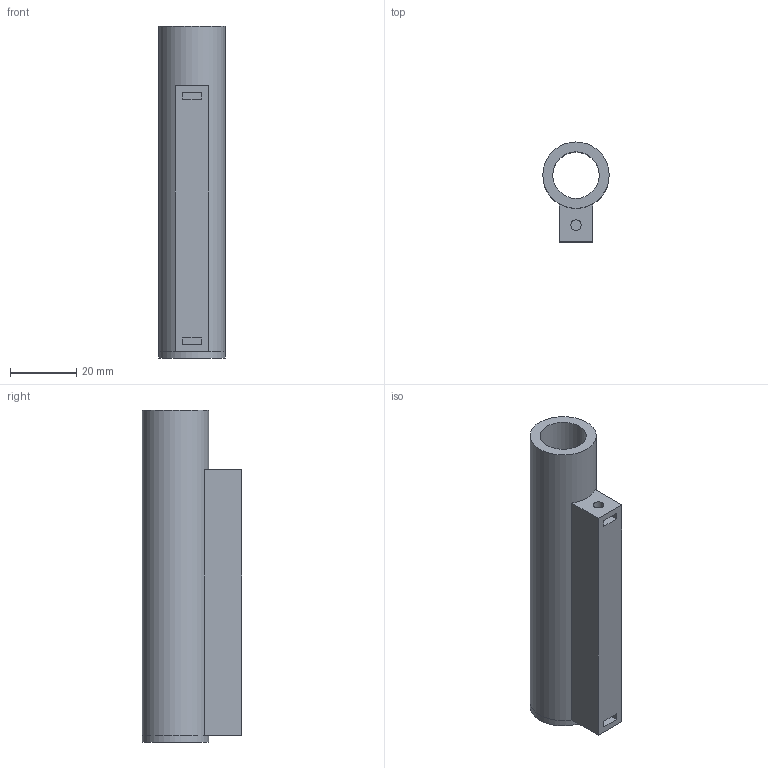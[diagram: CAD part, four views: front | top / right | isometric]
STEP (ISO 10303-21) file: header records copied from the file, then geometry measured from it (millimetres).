
FILE_DESCRIPTION(('FreeCAD Model'),'2;1');
FILE_NAME('Open CASCADE Shape Model','2024-06-21T23:03:44',(''),(''), 'Open CASCADE STEP processor 7.6','FreeCAD','Unknown');
FILE_SCHEMA(('AUTOMOTIVE_DESIGN { 1 0 10303 214 1 1 1 1 }'));
Length unit declared in the file: millimetre
Products named in the file (1): Body
Bounding box: 20 x 30 x 100 mm (x, y, z)
Volume: 24057.4 mm3; surface area: 13357 mm2
Topology: 1 solids, 1 shells, 27 faces, 59 edges, 38 vertices
Faces by surface type: plane 19, cylinder 8
Full cylindrical faces by diameter (mm): 3.2 x4, 14 x2, 20 x2
Entity records: 772 total; most frequent: DIRECTION 132, CARTESIAN_POINT 125, ORIENTED_EDGE 118, EDGE_CURVE 59, AXIS2_PLACEMENT_3D 45, LINE 42, VECTOR 42, VERTEX_POINT 38
